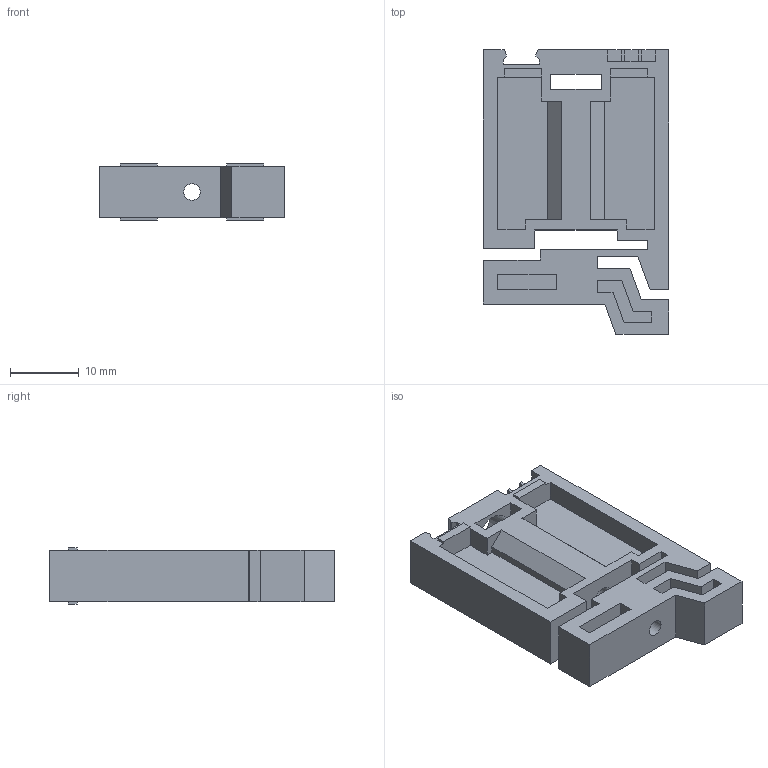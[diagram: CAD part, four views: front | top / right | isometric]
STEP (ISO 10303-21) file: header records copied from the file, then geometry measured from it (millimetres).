
FILE_DESCRIPTION(/* description */ (''),/* implementation_level */ '2;1');
FILE_NAME(/* name */ '2004.2_ES_32.stp',/* time_stamp */ '2019-07-22T10:17:02+02:00',/* author */ (''),/* organization */ (''),/* preprocessor_version */ 'ST-DEVELOPER v16.7',/* originating_system */ 'SIEMENS PLM Software NX 12.0',/* authorisation */ '');
FILE_SCHEMA (('AUTOMOTIVE_DESIGN { 1 0 10303 214 3 1 1 1 }'));
Length unit declared in the file: millimetre
Products named in the file (1): 2004.2_ES_32
Bounding box: 27 x 41.5 x 8.2 mm (x, y, z)
Volume: 4146.5 mm3; surface area: 5037.4 mm2
Topology: 1 solids, 1 shells, 153 faces, 425 edges, 283 vertices
Faces by surface type: plane 149, cylinder 4
Full cylindrical faces by diameter (mm): 2.4 x1, 3.3 x1, 6.1 x2
Entity records: 4800 total; most frequent: CARTESIAN_POINT 852, ORIENTED_EDGE 836, DIRECTION 734, EDGE_CURVE 418, LINE 410, VECTOR 410, VERTEX_POINT 280, EDGE_LOOP 174
